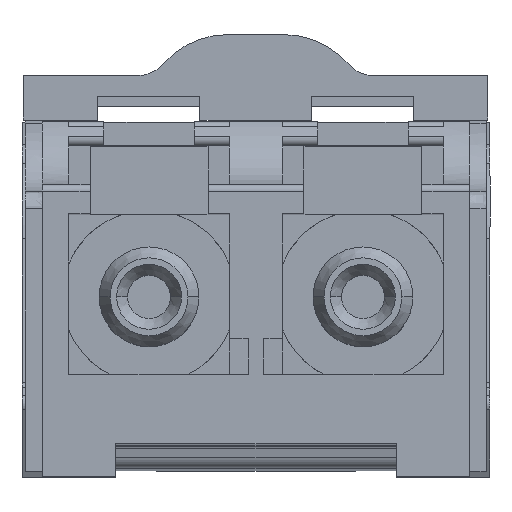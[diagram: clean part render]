
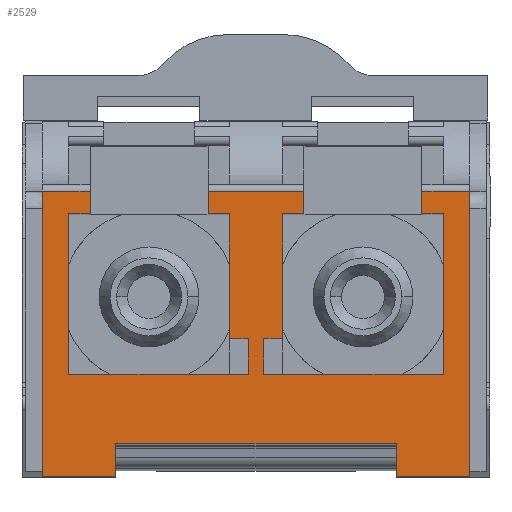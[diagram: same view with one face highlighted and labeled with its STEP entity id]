
A CAD part, top view. The second image highlights one B-rep face of the part: STEP entity #2529.
In plain terms, the highlighted planar face has unit normal (0, 0, 1).
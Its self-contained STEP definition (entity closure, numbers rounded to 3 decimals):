
#2326=AXIS2_PLACEMENT_3D('Plane Axis2P3D',#2323,#2324,#2325) ;
#383=CARTESIAN_POINT('Vertex',(13.,8.358,55.9)) ;
#386=CARTESIAN_POINT('Line Origine',(13.,4.179,55.9)) ;
#390=CARTESIAN_POINT('Vertex',(13.,0.,55.9)) ;
#1108=CARTESIAN_POINT('Vertex',(0.5,0.,55.9)) ;
#1112=CARTESIAN_POINT('Control Point',(0.5,0.,55.9)) ;
#1113=CARTESIAN_POINT('Control Point',(0.5,1.672,55.9)) ;
#1114=CARTESIAN_POINT('Control Point',(0.5,3.343,55.9)) ;
#1115=CARTESIAN_POINT('Control Point',(0.5,5.015,55.9)) ;
#1116=CARTESIAN_POINT('Control Point',(0.5,6.686,55.9)) ;
#1117=CARTESIAN_POINT('Control Point',(0.5,8.358,55.9)) ;
#1118=CARTESIAN_POINT('Vertex',(0.5,8.358,55.9)) ;
#2305=CARTESIAN_POINT('Vertex',(11.605,8.358,55.9)) ;
#2308=CARTESIAN_POINT('Line Origine',(7.36,8.358,55.9)) ;
#2323=CARTESIAN_POINT('Axis2P3D Location',(0.05,8.358,55.9)) ;
#2328=CARTESIAN_POINT('Line Origine',(11.925,0.,55.9)) ;
#2332=CARTESIAN_POINT('Vertex',(10.85,0.,55.9)) ;
#2335=CARTESIAN_POINT('Line Origine',(11.605,8.029,55.9)) ;
#2339=CARTESIAN_POINT('Vertex',(11.605,7.7,55.9)) ;
#2342=CARTESIAN_POINT('Line Origine',(11.917,7.7,55.9)) ;
#2346=CARTESIAN_POINT('Vertex',(12.23,7.7,55.9)) ;
#2349=CARTESIAN_POINT('Line Origine',(12.23,5.35,55.9)) ;
#2353=CARTESIAN_POINT('Vertex',(12.23,3.,55.9)) ;
#2356=CARTESIAN_POINT('Line Origine',(9.602,3.,55.9)) ;
#2360=CARTESIAN_POINT('Vertex',(6.975,3.,55.9)) ;
#2363=CARTESIAN_POINT('Line Origine',(6.975,3.525,55.9)) ;
#2367=CARTESIAN_POINT('Vertex',(6.975,4.05,55.9)) ;
#2370=CARTESIAN_POINT('Line Origine',(7.252,4.05,55.9)) ;
#2374=CARTESIAN_POINT('Vertex',(7.53,4.05,55.9)) ;
#2377=CARTESIAN_POINT('Line Origine',(7.53,5.875,55.9)) ;
#2381=CARTESIAN_POINT('Vertex',(7.53,7.7,55.9)) ;
#2384=CARTESIAN_POINT('Line Origine',(7.842,7.7,55.9)) ;
#2388=CARTESIAN_POINT('Vertex',(8.155,7.7,55.9)) ;
#2391=CARTESIAN_POINT('Line Origine',(8.155,8.029,55.9)) ;
#2395=CARTESIAN_POINT('Vertex',(8.155,8.358,55.9)) ;
#2398=CARTESIAN_POINT('Line Origine',(6.75,8.358,55.9)) ;
#2402=CARTESIAN_POINT('Vertex',(5.345,8.358,55.9)) ;
#2405=CARTESIAN_POINT('Line Origine',(5.345,8.029,55.9)) ;
#2409=CARTESIAN_POINT('Vertex',(5.345,7.7,55.9)) ;
#2412=CARTESIAN_POINT('Line Origine',(5.657,7.7,55.9)) ;
#2416=CARTESIAN_POINT('Vertex',(5.97,7.7,55.9)) ;
#2419=CARTESIAN_POINT('Line Origine',(5.97,5.875,55.9)) ;
#2423=CARTESIAN_POINT('Vertex',(5.97,4.05,55.9)) ;
#2426=CARTESIAN_POINT('Line Origine',(6.247,4.05,55.9)) ;
#2430=CARTESIAN_POINT('Vertex',(6.525,4.05,55.9)) ;
#2433=CARTESIAN_POINT('Line Origine',(6.525,3.525,55.9)) ;
#2437=CARTESIAN_POINT('Vertex',(6.525,3.,55.9)) ;
#2440=CARTESIAN_POINT('Line Origine',(3.897,3.,55.9)) ;
#2444=CARTESIAN_POINT('Vertex',(1.27,3.,55.9)) ;
#2447=CARTESIAN_POINT('Line Origine',(1.27,5.35,55.9)) ;
#2451=CARTESIAN_POINT('Vertex',(1.27,7.7,55.9)) ;
#2454=CARTESIAN_POINT('Line Origine',(1.582,7.7,55.9)) ;
#2458=CARTESIAN_POINT('Vertex',(1.895,7.7,55.9)) ;
#2461=CARTESIAN_POINT('Line Origine',(1.895,8.029,55.9)) ;
#2465=CARTESIAN_POINT('Vertex',(1.895,8.358,55.9)) ;
#2468=CARTESIAN_POINT('Line Origine',(1.197,8.358,55.9)) ;
#2473=CARTESIAN_POINT('Line Origine',(1.575,0.,55.9)) ;
#2477=CARTESIAN_POINT('Vertex',(2.65,0.,55.9)) ;
#2480=CARTESIAN_POINT('Line Origine',(2.65,0.483,55.9)) ;
#2484=CARTESIAN_POINT('Vertex',(2.65,0.967,55.9)) ;
#2487=CARTESIAN_POINT('Line Origine',(6.75,0.967,55.9)) ;
#2491=CARTESIAN_POINT('Vertex',(10.85,0.967,55.9)) ;
#2494=CARTESIAN_POINT('Line Origine',(10.85,0.483,55.9)) ;
#387=DIRECTION('Vector Direction',(0.,-1.,0.)) ;
#2309=DIRECTION('Vector Direction',(-1.,0.,0.)) ;
#2324=DIRECTION('Axis2P3D Direction',(0.,0.,1.)) ;
#2325=DIRECTION('Axis2P3D XDirection',(0.,-1.,0.)) ;
#2329=DIRECTION('Vector Direction',(1.,0.,0.)) ;
#2336=DIRECTION('Vector Direction',(0.,1.,0.)) ;
#2343=DIRECTION('Vector Direction',(-1.,0.,0.)) ;
#2350=DIRECTION('Vector Direction',(0.,1.,0.)) ;
#2357=DIRECTION('Vector Direction',(-1.,0.,0.)) ;
#2364=DIRECTION('Vector Direction',(0.,1.,0.)) ;
#2371=DIRECTION('Vector Direction',(1.,0.,0.)) ;
#2378=DIRECTION('Vector Direction',(0.,1.,0.)) ;
#2385=DIRECTION('Vector Direction',(-1.,0.,0.)) ;
#2392=DIRECTION('Vector Direction',(0.,-1.,0.)) ;
#2399=DIRECTION('Vector Direction',(1.,0.,0.)) ;
#2406=DIRECTION('Vector Direction',(0.,1.,0.)) ;
#2413=DIRECTION('Vector Direction',(-1.,0.,0.)) ;
#2420=DIRECTION('Vector Direction',(0.,1.,0.)) ;
#2427=DIRECTION('Vector Direction',(1.,0.,0.)) ;
#2434=DIRECTION('Vector Direction',(0.,1.,0.)) ;
#2441=DIRECTION('Vector Direction',(-1.,0.,0.)) ;
#2448=DIRECTION('Vector Direction',(0.,1.,0.)) ;
#2455=DIRECTION('Vector Direction',(-1.,0.,0.)) ;
#2462=DIRECTION('Vector Direction',(0.,-1.,0.)) ;
#2469=DIRECTION('Vector Direction',(1.,0.,0.)) ;
#2474=DIRECTION('Vector Direction',(1.,0.,0.)) ;
#2481=DIRECTION('Vector Direction',(0.,1.,0.)) ;
#2488=DIRECTION('Vector Direction',(1.,0.,0.)) ;
#2495=DIRECTION('Vector Direction',(0.,-1.,0.)) ;
#388=VECTOR('Line Direction',#387,1.) ;
#2310=VECTOR('Line Direction',#2309,1.) ;
#2330=VECTOR('Line Direction',#2329,1.) ;
#2337=VECTOR('Line Direction',#2336,1.) ;
#2344=VECTOR('Line Direction',#2343,1.) ;
#2351=VECTOR('Line Direction',#2350,1.) ;
#2358=VECTOR('Line Direction',#2357,1.) ;
#2365=VECTOR('Line Direction',#2364,1.) ;
#2372=VECTOR('Line Direction',#2371,1.) ;
#2379=VECTOR('Line Direction',#2378,1.) ;
#2386=VECTOR('Line Direction',#2385,1.) ;
#2393=VECTOR('Line Direction',#2392,1.) ;
#2400=VECTOR('Line Direction',#2399,1.) ;
#2407=VECTOR('Line Direction',#2406,1.) ;
#2414=VECTOR('Line Direction',#2413,1.) ;
#2421=VECTOR('Line Direction',#2420,1.) ;
#2428=VECTOR('Line Direction',#2427,1.) ;
#2435=VECTOR('Line Direction',#2434,1.) ;
#2442=VECTOR('Line Direction',#2441,1.) ;
#2449=VECTOR('Line Direction',#2448,1.) ;
#2456=VECTOR('Line Direction',#2455,1.) ;
#2463=VECTOR('Line Direction',#2462,1.) ;
#2470=VECTOR('Line Direction',#2469,1.) ;
#2475=VECTOR('Line Direction',#2474,1.) ;
#2482=VECTOR('Line Direction',#2481,1.) ;
#2489=VECTOR('Line Direction',#2488,1.) ;
#2496=VECTOR('Line Direction',#2495,1.) ;
#2500=ORIENTED_EDGE('',*,*,#2334,.T.) ;
#2501=ORIENTED_EDGE('',*,*,#392,.F.) ;
#2502=ORIENTED_EDGE('',*,*,#2312,.F.) ;
#2503=ORIENTED_EDGE('',*,*,#2341,.F.) ;
#2504=ORIENTED_EDGE('',*,*,#2348,.F.) ;
#2505=ORIENTED_EDGE('',*,*,#2355,.F.) ;
#2506=ORIENTED_EDGE('',*,*,#2362,.T.) ;
#2507=ORIENTED_EDGE('',*,*,#2369,.T.) ;
#2508=ORIENTED_EDGE('',*,*,#2376,.T.) ;
#2509=ORIENTED_EDGE('',*,*,#2383,.T.) ;
#2510=ORIENTED_EDGE('',*,*,#2390,.F.) ;
#2511=ORIENTED_EDGE('',*,*,#2397,.F.) ;
#2512=ORIENTED_EDGE('',*,*,#2404,.F.) ;
#2513=ORIENTED_EDGE('',*,*,#2411,.F.) ;
#2514=ORIENTED_EDGE('',*,*,#2418,.F.) ;
#2515=ORIENTED_EDGE('',*,*,#2425,.F.) ;
#2516=ORIENTED_EDGE('',*,*,#2432,.T.) ;
#2517=ORIENTED_EDGE('',*,*,#2439,.F.) ;
#2518=ORIENTED_EDGE('',*,*,#2446,.T.) ;
#2519=ORIENTED_EDGE('',*,*,#2453,.T.) ;
#2520=ORIENTED_EDGE('',*,*,#2460,.F.) ;
#2521=ORIENTED_EDGE('',*,*,#2467,.F.) ;
#2522=ORIENTED_EDGE('',*,*,#2472,.F.) ;
#2523=ORIENTED_EDGE('',*,*,#1120,.F.) ;
#2524=ORIENTED_EDGE('',*,*,#2479,.T.) ;
#2525=ORIENTED_EDGE('',*,*,#2486,.F.) ;
#2526=ORIENTED_EDGE('',*,*,#2493,.T.) ;
#2527=ORIENTED_EDGE('',*,*,#2498,.T.) ;
#2529=ADVANCED_FACE('SFP',(#2528),#2327,.T.) ;
#1111=B_SPLINE_CURVE_WITH_KNOTS('',5,(#1112,#1113,#1114,#1115,#1116,#1117),.UNSPECIFIED.,.F.,.U.,(6,6),(0.,8.358),.UNSPECIFIED.) ;
#392=EDGE_CURVE('',#384,#391,#389,.T.) ;
#1120=EDGE_CURVE('',#1109,#1119,#1111,.T.) ;
#2312=EDGE_CURVE('',#2306,#384,#2311,.F.) ;
#2334=EDGE_CURVE('',#2333,#391,#2331,.T.) ;
#2341=EDGE_CURVE('',#2340,#2306,#2338,.T.) ;
#2348=EDGE_CURVE('',#2347,#2340,#2345,.T.) ;
#2355=EDGE_CURVE('',#2354,#2347,#2352,.T.) ;
#2362=EDGE_CURVE('',#2354,#2361,#2359,.T.) ;
#2369=EDGE_CURVE('',#2361,#2368,#2366,.T.) ;
#2376=EDGE_CURVE('',#2368,#2375,#2373,.T.) ;
#2383=EDGE_CURVE('',#2375,#2382,#2380,.T.) ;
#2390=EDGE_CURVE('',#2389,#2382,#2387,.T.) ;
#2397=EDGE_CURVE('',#2396,#2389,#2394,.T.) ;
#2404=EDGE_CURVE('',#2403,#2396,#2401,.T.) ;
#2411=EDGE_CURVE('',#2410,#2403,#2408,.T.) ;
#2418=EDGE_CURVE('',#2417,#2410,#2415,.T.) ;
#2425=EDGE_CURVE('',#2424,#2417,#2422,.T.) ;
#2432=EDGE_CURVE('',#2424,#2431,#2429,.T.) ;
#2439=EDGE_CURVE('',#2438,#2431,#2436,.T.) ;
#2446=EDGE_CURVE('',#2438,#2445,#2443,.T.) ;
#2453=EDGE_CURVE('',#2445,#2452,#2450,.T.) ;
#2460=EDGE_CURVE('',#2459,#2452,#2457,.T.) ;
#2467=EDGE_CURVE('',#2466,#2459,#2464,.T.) ;
#2472=EDGE_CURVE('',#1119,#2466,#2471,.T.) ;
#2479=EDGE_CURVE('',#1109,#2478,#2476,.T.) ;
#2486=EDGE_CURVE('',#2485,#2478,#2483,.F.) ;
#2493=EDGE_CURVE('',#2485,#2492,#2490,.T.) ;
#2498=EDGE_CURVE('',#2492,#2333,#2497,.T.) ;
#2499=EDGE_LOOP('',(#2500,#2501,#2502,#2503,#2504,#2505,#2506,#2507,#2508,#2509,#2510,#2511,#2512,#2513,#2514,#2515,#2516,#2517,#2518,#2519,#2520,#2521,#2522,#2523,#2524,#2525,#2526,#2527)) ;
#2528=FACE_OUTER_BOUND('',#2499,.T.) ;
#389=LINE('Line',#386,#388) ;
#2311=LINE('Line',#2308,#2310) ;
#2331=LINE('Line',#2328,#2330) ;
#2338=LINE('Line',#2335,#2337) ;
#2345=LINE('Line',#2342,#2344) ;
#2352=LINE('Line',#2349,#2351) ;
#2359=LINE('Line',#2356,#2358) ;
#2366=LINE('Line',#2363,#2365) ;
#2373=LINE('Line',#2370,#2372) ;
#2380=LINE('Line',#2377,#2379) ;
#2387=LINE('Line',#2384,#2386) ;
#2394=LINE('Line',#2391,#2393) ;
#2401=LINE('Line',#2398,#2400) ;
#2408=LINE('Line',#2405,#2407) ;
#2415=LINE('Line',#2412,#2414) ;
#2422=LINE('Line',#2419,#2421) ;
#2429=LINE('Line',#2426,#2428) ;
#2436=LINE('Line',#2433,#2435) ;
#2443=LINE('Line',#2440,#2442) ;
#2450=LINE('Line',#2447,#2449) ;
#2457=LINE('Line',#2454,#2456) ;
#2464=LINE('Line',#2461,#2463) ;
#2471=LINE('Line',#2468,#2470) ;
#2476=LINE('Line',#2473,#2475) ;
#2483=LINE('Line',#2480,#2482) ;
#2490=LINE('Line',#2487,#2489) ;
#2497=LINE('Line',#2494,#2496) ;
#2327=PLANE('',#2326) ;
#384=VERTEX_POINT('',#383) ;
#391=VERTEX_POINT('',#390) ;
#1109=VERTEX_POINT('',#1108) ;
#1119=VERTEX_POINT('',#1118) ;
#2306=VERTEX_POINT('',#2305) ;
#2333=VERTEX_POINT('',#2332) ;
#2340=VERTEX_POINT('',#2339) ;
#2347=VERTEX_POINT('',#2346) ;
#2354=VERTEX_POINT('',#2353) ;
#2361=VERTEX_POINT('',#2360) ;
#2368=VERTEX_POINT('',#2367) ;
#2375=VERTEX_POINT('',#2374) ;
#2382=VERTEX_POINT('',#2381) ;
#2389=VERTEX_POINT('',#2388) ;
#2396=VERTEX_POINT('',#2395) ;
#2403=VERTEX_POINT('',#2402) ;
#2410=VERTEX_POINT('',#2409) ;
#2417=VERTEX_POINT('',#2416) ;
#2424=VERTEX_POINT('',#2423) ;
#2431=VERTEX_POINT('',#2430) ;
#2438=VERTEX_POINT('',#2437) ;
#2445=VERTEX_POINT('',#2444) ;
#2452=VERTEX_POINT('',#2451) ;
#2459=VERTEX_POINT('',#2458) ;
#2466=VERTEX_POINT('',#2465) ;
#2478=VERTEX_POINT('',#2477) ;
#2485=VERTEX_POINT('',#2484) ;
#2492=VERTEX_POINT('',#2491) ;
